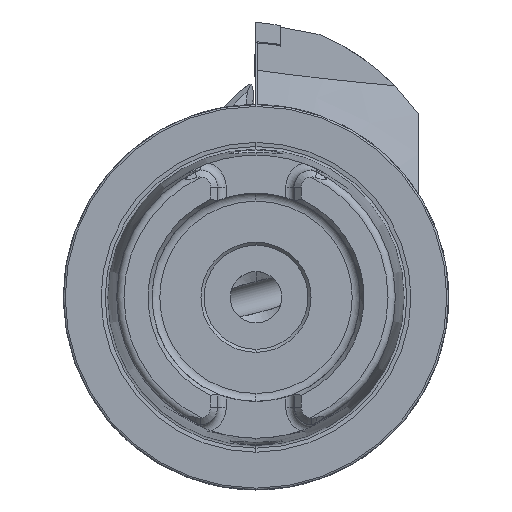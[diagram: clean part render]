
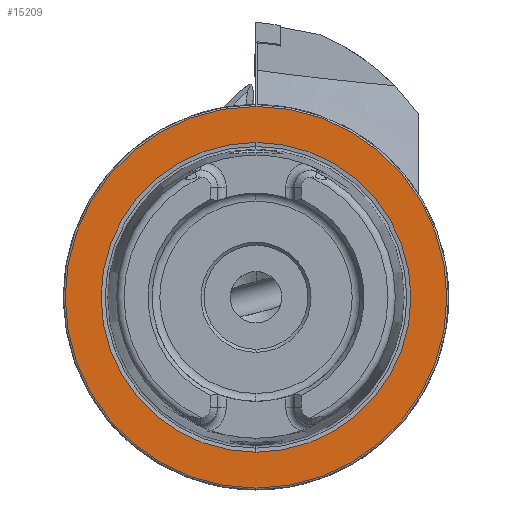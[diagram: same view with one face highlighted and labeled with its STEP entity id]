
A CAD part, left-side view. The second image highlights one B-rep face of the part: STEP entity #15209.
In plain terms, the highlighted planar face has unit normal (-1, 0, 0).
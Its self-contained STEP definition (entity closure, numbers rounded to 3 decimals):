
#402 = CARTESIAN_POINT ( 'NONE',  ( 0., 0., 0. ) ) ;
#428 = DIRECTION ( 'NONE',  ( -1., 0., 0. ) ) ;
#676 = DIRECTION ( 'NONE',  ( -1., 0., 0. ) ) ;
#1286 = DIRECTION ( 'NONE',  ( 0., 0., 1. ) ) ;
#1656 = AXIS2_PLACEMENT_3D ( 'NONE', #4001, #676, #5632 ) ;
#2344 = EDGE_CURVE ( 'NONE', #15439, #18292, #10720, .T. ) ;
#3210 = EDGE_CURVE ( 'NONE', #18292, #15439, #9886, .T. ) ;
#3608 = DIRECTION ( 'NONE',  ( 0., 0., -1. ) ) ;
#4001 = CARTESIAN_POINT ( 'NONE',  ( 0., 0., 0. ) ) ;
#4212 = EDGE_LOOP ( 'NONE', ( #9787, #17113 ) ) ;
#4911 = DIRECTION ( 'NONE',  ( -1., 0., 0. ) ) ;
#5632 = DIRECTION ( 'NONE',  ( 0., 0., 1. ) ) ;
#6545 = AXIS2_PLACEMENT_3D ( 'NONE', #10455, #20782, #3608 ) ;
#7067 = PLANE ( 'NONE',  #6545 ) ;
#7182 = ORIENTED_EDGE ( 'NONE', *, *, #2344, .F. ) ;
#8548 = AXIS2_PLACEMENT_3D ( 'NONE', #402, #10583, #19026 ) ;
#8818 = AXIS2_PLACEMENT_3D ( 'NONE', #17640, #428, #10845 ) ;
#9348 = CARTESIAN_POINT ( 'NONE',  ( 0., 0., -25.324 ) ) ;
#9351 = CARTESIAN_POINT ( 'NONE',  ( 0., 0., 25.324 ) ) ;
#9521 = CIRCLE ( 'NONE', #8818, 31.2 ) ;
#9695 = CARTESIAN_POINT ( 'NONE',  ( 0., 0., -31.2 ) ) ;
#9787 = ORIENTED_EDGE ( 'NONE', *, *, #13240, .T. ) ;
#9849 = CIRCLE ( 'NONE', #8548, 31.2 ) ;
#9886 = CIRCLE ( 'NONE', #10070, 25.324 ) ;
#10070 = AXIS2_PLACEMENT_3D ( 'NONE', #15253, #4911, #1286 ) ;
#10455 = CARTESIAN_POINT ( 'NONE',  ( 0., 31.2, 0. ) ) ;
#10583 = DIRECTION ( 'NONE',  ( -1., 0., 0. ) ) ;
#10720 = CIRCLE ( 'NONE', #1656, 25.324 ) ;
#10845 = DIRECTION ( 'NONE',  ( 0., 0., 1. ) ) ;
#13240 = EDGE_CURVE ( 'NONE', #19614, #18872, #9521, .T. ) ;
#15209 = ADVANCED_FACE ( 'NONE', ( #17747, #19893 ), #7067, .F. ) ;
#15253 = CARTESIAN_POINT ( 'NONE',  ( 0., 0., 0. ) ) ;
#15439 = VERTEX_POINT ( 'NONE', #9351 ) ;
#16789 = ORIENTED_EDGE ( 'NONE', *, *, #3210, .F. ) ;
#17113 = ORIENTED_EDGE ( 'NONE', *, *, #18599, .T. ) ;
#17640 = CARTESIAN_POINT ( 'NONE',  ( 0., 0., 0. ) ) ;
#17747 = FACE_BOUND ( 'NONE', #18832, .T. ) ;
#18292 = VERTEX_POINT ( 'NONE', #9348 ) ;
#18599 = EDGE_CURVE ( 'NONE', #18872, #19614, #9849, .T. ) ;
#18832 = EDGE_LOOP ( 'NONE', ( #7182, #16789 ) ) ;
#18872 = VERTEX_POINT ( 'NONE', #9695 ) ;
#19026 = DIRECTION ( 'NONE',  ( 0., 0., 1. ) ) ;
#19614 = VERTEX_POINT ( 'NONE', #20335 ) ;
#19893 = FACE_OUTER_BOUND ( 'NONE', #4212, .T. ) ;
#20335 = CARTESIAN_POINT ( 'NONE',  ( 0., 0., 31.2 ) ) ;
#20782 = DIRECTION ( 'NONE',  ( 1., 0., 0. ) ) ;
